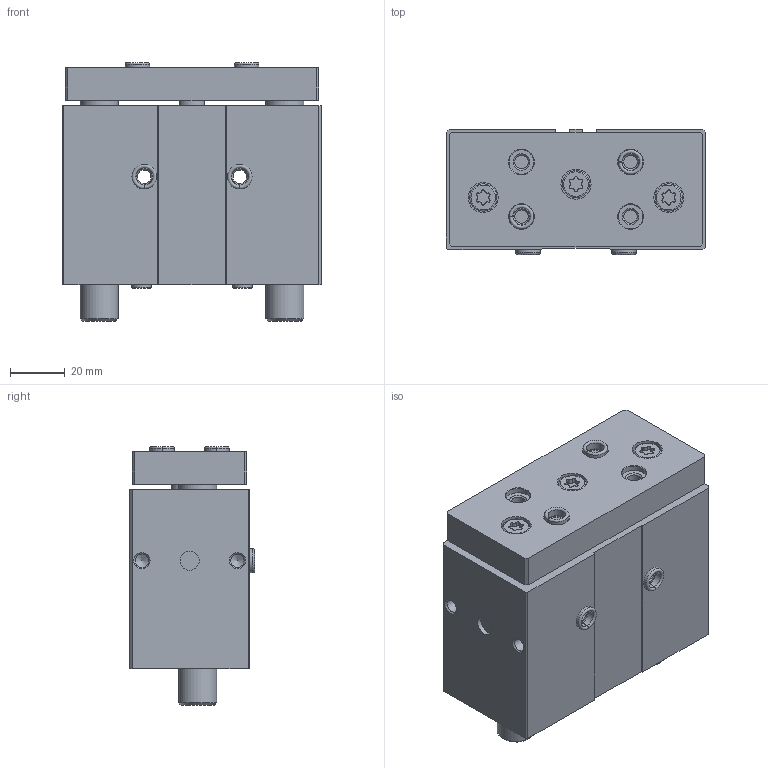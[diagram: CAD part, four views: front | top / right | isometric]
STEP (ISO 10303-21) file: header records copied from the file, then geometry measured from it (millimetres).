
FILE_DESCRIPTION(/* description */ ('STEP AP214'),/* implementation_level */ '2;1');
FILE_NAME(/* name */ '170922_DFM-25-20-P-A-KF',/* time_stamp */ '2024-08-14T21:17:58+02:00',/* author */ ('License CC BY-ND 4.0'),/* organization */ ('CADENAS'),/* preprocessor_version */ 'ST-DEVELOPER v19.3',/* originating_system */ 'PARTsolutions',/* authorisation */ ' ');
FILE_SCHEMA (('AUTOMOTIVE_DESIGN {1 0 10303 214 3 1 1}'));
Length unit declared in the file: millimetre
Products named in the file (6): 170922 DFM-25-20-P-A-KF---(0); 170922 DFM-25-20-P-A-KF---(Z); 170922 DFM-25-20-P-A-KF---(K); 8137184 ZBH-9-B; 116515 G1/8; 8146544 ZBH-7-B
Assembly tree (10 placements, depth 2):
  170922 DFM-25-20-P-A-KF---(0)
    170922 DFM-25-20-P-A-KF---(Z)
    170922 DFM-25-20-P-A-KF---(K)
    8137184 ZBH-9-B  x4
    116515 G1/8  x2
    8146544 ZBH-7-B  x2
Bounding box: 95 x 45.85 x 94.8 mm (x, y, z)
Volume: 301138.7 mm3; surface area: 66133.4 mm2
Topology: 10 solids, 10 shells, 294 faces, 660 edges, 423 vertices
Faces by surface type: plane 121, cylinder 114, cone 44, torus 15
Full cylindrical faces by diameter (mm): 4.917 x12, 5.2 x2, 7 x3, 8.566 x4, 9 x8, 9.728 x6, 10 x5, 11 x3, 14 x4, 25 x2, 26 x1
Entity records: 6828 total; most frequent: DIRECTION 1204, CARTESIAN_POINT 1129, ORIENTED_EDGE 914, AXIS2_PLACEMENT_3D 505, EDGE_CURVE 457, FACE_BOUND 391, EDGE_LOOP 384, VERTEX_POINT 352
